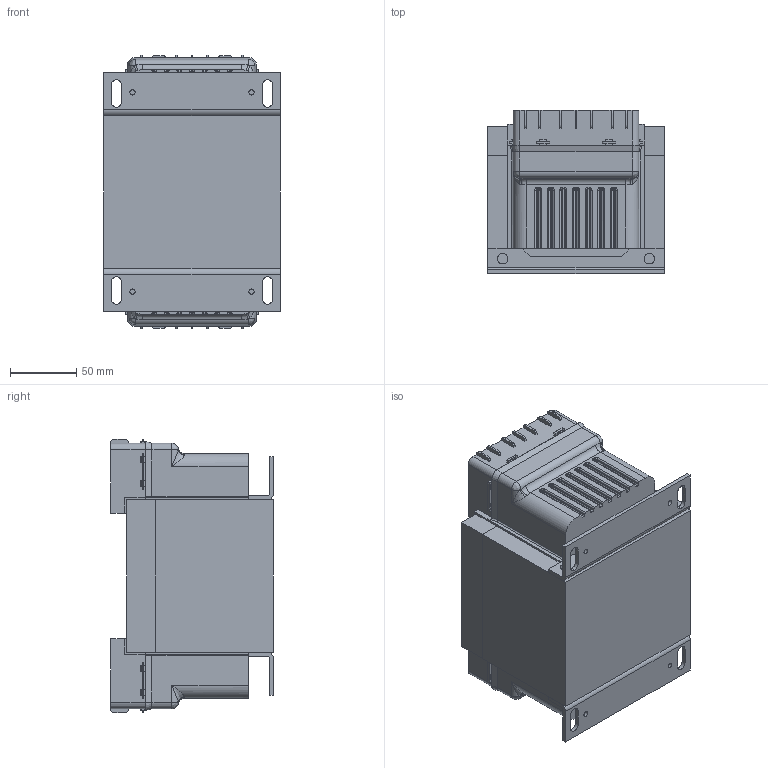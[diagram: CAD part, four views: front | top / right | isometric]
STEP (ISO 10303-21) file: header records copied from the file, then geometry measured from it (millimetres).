
FILE_DESCRIPTION (( 'STEP AP203' ), '1' );
FILE_NAME ('PH1000MLI.STEP', '2023-05-18T10:37:38', ( '' ), ( '' ), 'SwSTEP 2.0', 'SolidWorks 2021', '' );
FILE_SCHEMA (( 'CONFIG_CONTROL_DESIGN' ));
Length unit declared in the file: inch
Products named in the file (1): PH1000MLI
Bounding box: 133.35 x 123.12 x 206.87 mm (x, y, z)
Volume: 2519195.6 mm3; surface area: 241023.7 mm2
Topology: 8 solids, 8 shells, 718 faces, 1906 edges, 1176 vertices
Faces by surface type: plane 410, cylinder 218, bspline 86, cone 4
Entity records: 23738 total; most frequent: CARTESIAN_POINT 6362, ORIENTED_EDGE 3740, DIRECTION 3384, EDGE_CURVE 1870, LINE 1334, VECTOR 1334, VERTEX_POINT 1176, AXIS2_PLACEMENT_3D 1025
